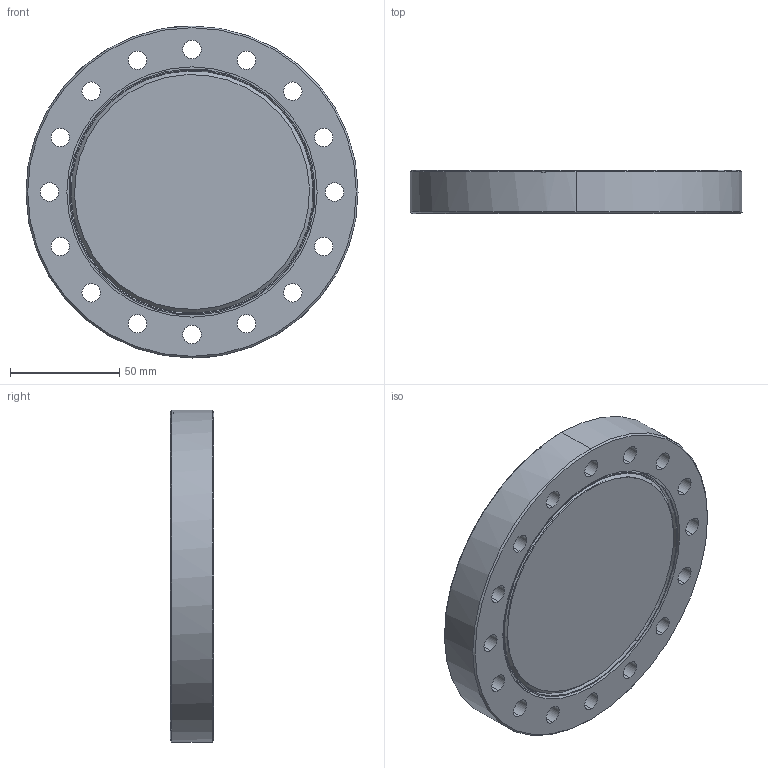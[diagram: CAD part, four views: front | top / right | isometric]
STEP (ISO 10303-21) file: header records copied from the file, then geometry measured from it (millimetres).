
FILE_DESCRIPTION (( 'STEP AP203' ), '1' );
FILE_NAME ('A15035-1-CF.STEP', '2016-08-24T20:41:31', ( '' ), ( '' ), 'SwSTEP 2.0', 'SolidWorks 2016', '' );
FILE_SCHEMA (( 'CONFIG_CONTROL_DESIGN' ));
Length unit declared in the file: inch
Products named in the file (9): A0649-5; A0647-3; A0648-3; A0648-13; A0646-18; A0646-33; A15035-1-CF; A12852_A12852-41; A0647-3_CUT DOWN
Assembly tree (8 placements, depth 4):
  A15035-1-CF
    A0649-5
    A12852_A12852-41
      A0648-3
        A0646-33
        A0647-3
      A0648-13
        A0646-18
        A0647-3_CUT DOWN
Bounding box: 151.64 x 19.81 x 151.64 mm (x, y, z)
Volume: 281678.9 mm3; surface area: 114682.9 mm2
Topology: 5 solids, 5 shells, 125 faces, 290 edges, 183 vertices
Faces by surface type: cylinder 68, plane 26, cone 23, torus 8
Entity records: 4686 total; most frequent: DIRECTION 745, CARTESIAN_POINT 624, ORIENTED_EDGE 580, AXIS2_PLACEMENT_3D 320, EDGE_CURVE 290, VERTEX_POINT 183, CIRCLE 181, EDGE_LOOP 171
